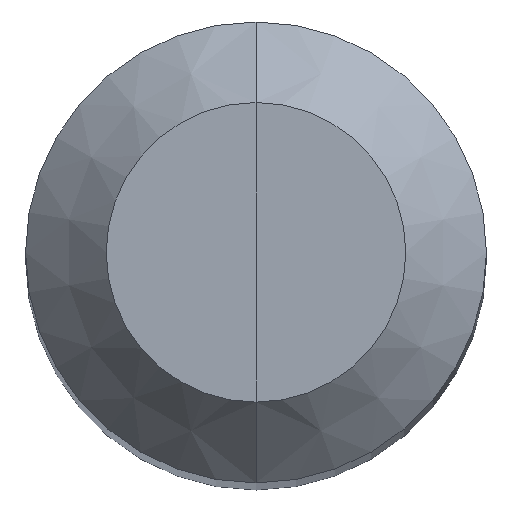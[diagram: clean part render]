
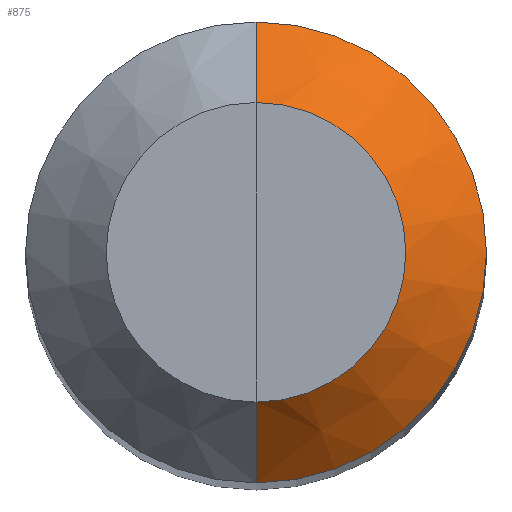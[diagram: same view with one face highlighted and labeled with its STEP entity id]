
A CAD part, top view. The second image highlights one B-rep face of the part: STEP entity #875.
In plain terms, the highlighted conical face has half-angle 45 degrees and reference radius 2 mm.
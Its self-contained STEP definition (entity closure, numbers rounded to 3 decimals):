
#761 = CYLINDRICAL_SURFACE('',#762,2.);
#762 = AXIS2_PLACEMENT_3D('',#763,#764,#765);
#763 = CARTESIAN_POINT('',(0.,0.,-35.907));
#764 = DIRECTION('',(0.,0.,1.));
#765 = DIRECTION('',(0.,-1.,0.));
#799 = VERTEX_POINT('',#800);
#800 = CARTESIAN_POINT('',(0.,2.,-0.7));
#826 = EDGE_CURVE('',#827,#799,#829,.T.);
#827 = VERTEX_POINT('',#828);
#828 = CARTESIAN_POINT('',(0.,-2.,-0.7));
#829 = SURFACE_CURVE('',#830,(#835,#842),.PCURVE_S1.);
#830 = CIRCLE('',#831,2.);
#831 = AXIS2_PLACEMENT_3D('',#832,#833,#834);
#832 = CARTESIAN_POINT('',(0.,0.,-0.7));
#833 = DIRECTION('',(0.,0.,1.));
#834 = DIRECTION('',(0.,-1.,0.));
#835 = PCURVE('',#761,#836);
#836 = DEFINITIONAL_REPRESENTATION('',(#837),#841);
#837 = LINE('',#838,#839);
#838 = CARTESIAN_POINT('',(0.,35.207));
#839 = VECTOR('',#840,1.);
#840 = DIRECTION('',(1.,0.));
#841 = ( GEOMETRIC_REPRESENTATION_CONTEXT(2) 
PARAMETRIC_REPRESENTATION_CONTEXT() REPRESENTATION_CONTEXT('2D SPACE',''
  ) );
#842 = PCURVE('',#843,#848);
#843 = CONICAL_SURFACE('',#844,2.,0.785);
#844 = AXIS2_PLACEMENT_3D('',#845,#846,#847);
#845 = CARTESIAN_POINT('',(0.,0.,-0.7));
#846 = DIRECTION('',(-0.,-0.,-1.));
#847 = DIRECTION('',(0.,-1.,0.));
#848 = DEFINITIONAL_REPRESENTATION('',(#849),#853);
#849 = LINE('',#850,#851);
#850 = CARTESIAN_POINT('',(-0.,-0.));
#851 = VECTOR('',#852,1.);
#852 = DIRECTION('',(-1.,-0.));
#853 = ( GEOMETRIC_REPRESENTATION_CONTEXT(2) 
PARAMETRIC_REPRESENTATION_CONTEXT() REPRESENTATION_CONTEXT('2D SPACE',''
  ) );
#875 = ADVANCED_FACE('',(#876),#843,.T.);
#876 = FACE_BOUND('',#877,.T.);
#877 = EDGE_LOOP('',(#878,#879,#907,#936));
#878 = ORIENTED_EDGE('',*,*,#826,.T.);
#879 = ORIENTED_EDGE('',*,*,#880,.T.);
#880 = EDGE_CURVE('',#799,#881,#883,.T.);
#881 = VERTEX_POINT('',#882);
#882 = CARTESIAN_POINT('',(0.,1.3,0.));
#883 = SURFACE_CURVE('',#884,(#888,#895),.PCURVE_S1.);
#884 = LINE('',#885,#886);
#885 = CARTESIAN_POINT('',(0.,2.,-0.7));
#886 = VECTOR('',#887,1.);
#887 = DIRECTION('',(0.,-0.707,0.707)
  );
#888 = PCURVE('',#843,#889);
#889 = DEFINITIONAL_REPRESENTATION('',(#890),#894);
#890 = LINE('',#891,#892);
#891 = CARTESIAN_POINT('',(-3.142,-0.));
#892 = VECTOR('',#893,1.);
#893 = DIRECTION('',(-0.,-1.));
#894 = ( GEOMETRIC_REPRESENTATION_CONTEXT(2) 
PARAMETRIC_REPRESENTATION_CONTEXT() REPRESENTATION_CONTEXT('2D SPACE',''
  ) );
#895 = PCURVE('',#896,#901);
#896 = CONICAL_SURFACE('',#897,2.,0.785);
#897 = AXIS2_PLACEMENT_3D('',#898,#899,#900);
#898 = CARTESIAN_POINT('',(0.,0.,-0.7));
#899 = DIRECTION('',(-0.,-0.,-1.));
#900 = DIRECTION('',(0.,-1.,0.));
#901 = DEFINITIONAL_REPRESENTATION('',(#902),#906);
#902 = LINE('',#903,#904);
#903 = CARTESIAN_POINT('',(3.142,-0.));
#904 = VECTOR('',#905,1.);
#905 = DIRECTION('',(0.,-1.));
#906 = ( GEOMETRIC_REPRESENTATION_CONTEXT(2) 
PARAMETRIC_REPRESENTATION_CONTEXT() REPRESENTATION_CONTEXT('2D SPACE',''
  ) );
#907 = ORIENTED_EDGE('',*,*,#908,.F.);
#908 = EDGE_CURVE('',#909,#881,#911,.T.);
#909 = VERTEX_POINT('',#910);
#910 = CARTESIAN_POINT('',(0.,-1.3,0.));
#911 = SURFACE_CURVE('',#912,(#917,#924),.PCURVE_S1.);
#912 = CIRCLE('',#913,1.3);
#913 = AXIS2_PLACEMENT_3D('',#914,#915,#916);
#914 = CARTESIAN_POINT('',(0.,0.,0.));
#915 = DIRECTION('',(0.,0.,1.));
#916 = DIRECTION('',(0.,-1.,0.));
#917 = PCURVE('',#843,#918);
#918 = DEFINITIONAL_REPRESENTATION('',(#919),#923);
#919 = LINE('',#920,#921);
#920 = CARTESIAN_POINT('',(-0.,-0.7));
#921 = VECTOR('',#922,1.);
#922 = DIRECTION('',(-1.,-0.));
#923 = ( GEOMETRIC_REPRESENTATION_CONTEXT(2) 
PARAMETRIC_REPRESENTATION_CONTEXT() REPRESENTATION_CONTEXT('2D SPACE',''
  ) );
#924 = PCURVE('',#925,#930);
#925 = PLANE('',#926);
#926 = AXIS2_PLACEMENT_3D('',#927,#928,#929);
#927 = CARTESIAN_POINT('',(0.,0.,0.));
#928 = DIRECTION('',(0.,0.,1.));
#929 = DIRECTION('',(0.,-1.,0.));
#930 = DEFINITIONAL_REPRESENTATION('',(#931),#935);
#931 = CIRCLE('',#932,1.3);
#932 = AXIS2_PLACEMENT_2D('',#933,#934);
#933 = CARTESIAN_POINT('',(0.,0.));
#934 = DIRECTION('',(1.,0.));
#935 = ( GEOMETRIC_REPRESENTATION_CONTEXT(2) 
PARAMETRIC_REPRESENTATION_CONTEXT() REPRESENTATION_CONTEXT('2D SPACE',''
  ) );
#936 = ORIENTED_EDGE('',*,*,#937,.F.);
#937 = EDGE_CURVE('',#827,#909,#938,.T.);
#938 = SURFACE_CURVE('',#939,(#943,#950),.PCURVE_S1.);
#939 = LINE('',#940,#941);
#940 = CARTESIAN_POINT('',(0.,-2.,-0.7));
#941 = VECTOR('',#942,1.);
#942 = DIRECTION('',(0.,0.707,0.707));
#943 = PCURVE('',#843,#944);
#944 = DEFINITIONAL_REPRESENTATION('',(#945),#949);
#945 = LINE('',#946,#947);
#946 = CARTESIAN_POINT('',(-0.,-0.));
#947 = VECTOR('',#948,1.);
#948 = DIRECTION('',(-0.,-1.));
#949 = ( GEOMETRIC_REPRESENTATION_CONTEXT(2) 
PARAMETRIC_REPRESENTATION_CONTEXT() REPRESENTATION_CONTEXT('2D SPACE',''
  ) );
#950 = PCURVE('',#896,#951);
#951 = DEFINITIONAL_REPRESENTATION('',(#952),#956);
#952 = LINE('',#953,#954);
#953 = CARTESIAN_POINT('',(0.,-0.));
#954 = VECTOR('',#955,1.);
#955 = DIRECTION('',(0.,-1.));
#956 = ( GEOMETRIC_REPRESENTATION_CONTEXT(2) 
PARAMETRIC_REPRESENTATION_CONTEXT() REPRESENTATION_CONTEXT('2D SPACE',''
  ) );
